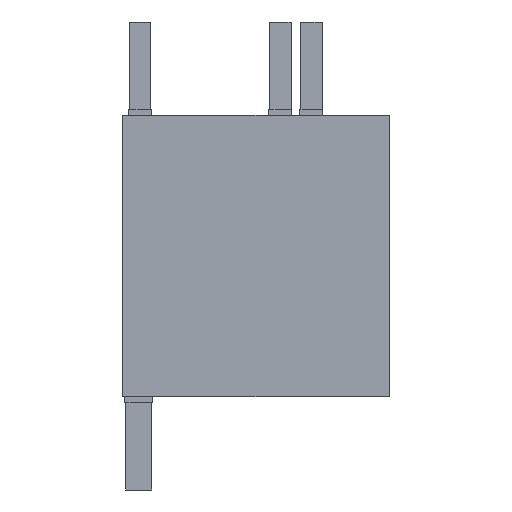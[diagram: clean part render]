
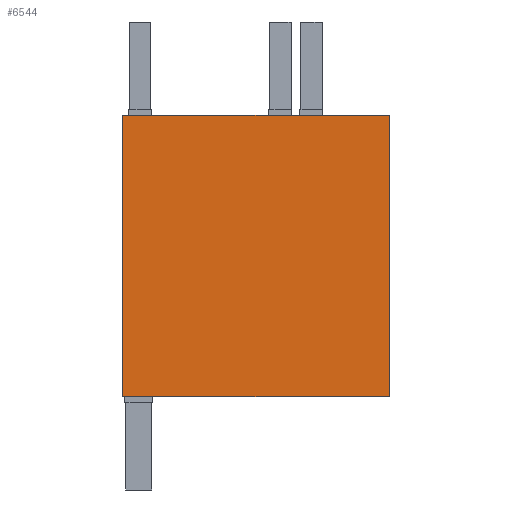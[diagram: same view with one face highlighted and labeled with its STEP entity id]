
A CAD part, front view. The second image highlights one B-rep face of the part: STEP entity #6544.
In plain terms, the highlighted planar face has unit normal (0, -1, 0).
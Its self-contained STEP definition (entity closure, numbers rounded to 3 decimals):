
#1=DIRECTION('',(0.,0.,1.));
#2=VECTOR('',#1,451.5);
#3=CARTESIAN_POINT('',(-214.,0.,-225.75));
#4=LINE('',#3,#2);
#5=DIRECTION('',(1.,0.,0.));
#6=VECTOR('',#5,428.);
#7=CARTESIAN_POINT('',(-214.,0.,225.75));
#8=LINE('',#7,#6);
#9=DIRECTION('',(0.,0.,-1.));
#10=VECTOR('',#9,451.5);
#11=CARTESIAN_POINT('',(214.,0.,225.75));
#12=LINE('',#11,#10);
#13=DIRECTION('',(-1.,0.,0.));
#14=VECTOR('',#13,428.);
#15=CARTESIAN_POINT('',(214.,0.,-225.75));
#16=LINE('',#15,#14);
#4897=CARTESIAN_POINT('',(-214.,0.,-225.75));
#4898=CARTESIAN_POINT('',(-214.,0.,225.75));
#4899=VERTEX_POINT('',#4897);
#4900=VERTEX_POINT('',#4898);
#4901=CARTESIAN_POINT('',(214.,0.,225.75));
#4902=VERTEX_POINT('',#4901);
#4903=CARTESIAN_POINT('',(214.,0.,-225.75));
#4904=VERTEX_POINT('',#4903);
#6529=CARTESIAN_POINT('',(0.,0.,0.));
#6530=DIRECTION('',(0.,1.,0.));
#6531=DIRECTION('',(1.,0.,0.));
#6532=AXIS2_PLACEMENT_3D('',#6529,#6530,#6531);
#6533=PLANE('',#6532);
#6535=ORIENTED_EDGE('',*,*,#6534,.T.);
#6537=ORIENTED_EDGE('',*,*,#6536,.T.);
#6539=ORIENTED_EDGE('',*,*,#6538,.T.);
#6541=ORIENTED_EDGE('',*,*,#6540,.T.);
#6542=EDGE_LOOP('',(#6535,#6537,#6539,#6541));
#6543=FACE_OUTER_BOUND('',#6542,.F.);
#6534=EDGE_CURVE('',#4899,#4900,#4,.T.);
#6536=EDGE_CURVE('',#4900,#4902,#8,.T.);
#6538=EDGE_CURVE('',#4902,#4904,#12,.T.);
#6540=EDGE_CURVE('',#4904,#4899,#16,.T.);
#6544=ADVANCED_FACE('',(#6543),#6533,.F.);
